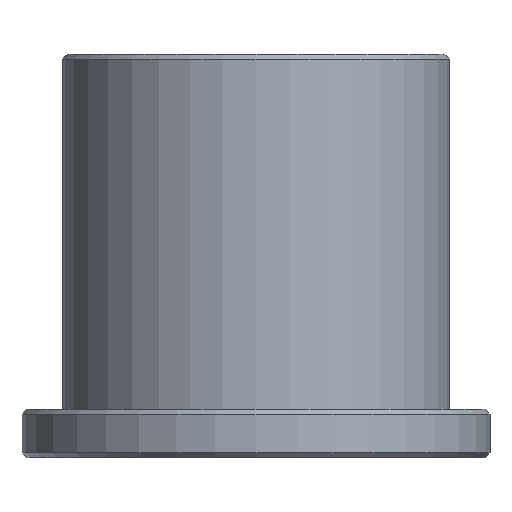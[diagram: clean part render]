
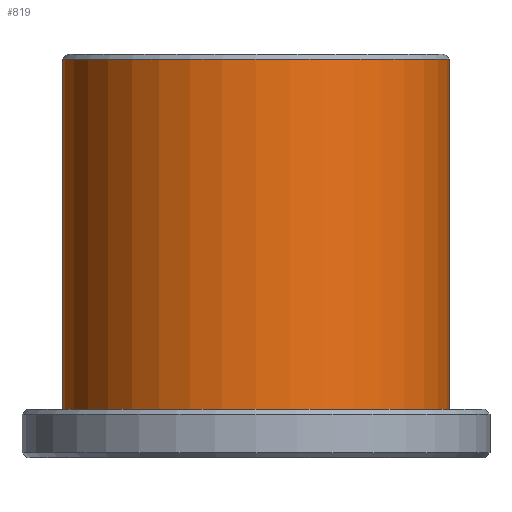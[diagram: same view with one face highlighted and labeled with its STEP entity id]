
A CAD part, front view. The second image highlights one B-rep face of the part: STEP entity #819.
In plain terms, the highlighted cylindrical face has radius 12 mm (diameter 24 mm), a partial arc.
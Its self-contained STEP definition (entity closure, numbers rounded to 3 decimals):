
#33 = CARTESIAN_POINT ( 'NONE',  ( -12., 0., 3. ) ) ;
#45 = EDGE_LOOP ( 'NONE', ( #171, #733, #1138, #1122 ) ) ;
#89 = VERTEX_POINT ( 'NONE', #33 ) ;
#145 = CARTESIAN_POINT ( 'NONE',  ( -12., 0., 24.7 ) ) ;
#148 = DIRECTION ( 'NONE',  ( 0., 0., -1. ) ) ;
#171 = ORIENTED_EDGE ( 'NONE', *, *, #609, .F. ) ;
#189 = CARTESIAN_POINT ( 'NONE',  ( 12., 0., 24.7 ) ) ;
#327 = AXIS2_PLACEMENT_3D ( 'NONE', #1007, #900, #893 ) ;
#341 = CYLINDRICAL_SURFACE ( 'NONE', #1335, 12. ) ;
#408 = VERTEX_POINT ( 'NONE', #145 ) ;
#411 = CARTESIAN_POINT ( 'NONE',  ( 0., 0., 3. ) ) ;
#419 = VERTEX_POINT ( 'NONE', #1433 ) ;
#467 = DIRECTION ( 'NONE',  ( -1., 0., 0. ) ) ;
#503 = CIRCLE ( 'NONE', #327, 12. ) ;
#510 = DIRECTION ( 'NONE',  ( -1., 0., 0. ) ) ;
#517 = CIRCLE ( 'NONE', #918, 12. ) ;
#576 = EDGE_CURVE ( 'NONE', #979, #408, #503, .T. ) ;
#609 = EDGE_CURVE ( 'NONE', #979, #419, #1279, .T. ) ;
#651 = FACE_OUTER_BOUND ( 'NONE', #45, .T. ) ;
#683 = VECTOR ( 'NONE', #148, 1000. ) ;
#732 = DIRECTION ( 'NONE',  ( 0., 0., -1. ) ) ;
#733 = ORIENTED_EDGE ( 'NONE', *, *, #576, .T. ) ;
#819 = ADVANCED_FACE ( 'NONE', ( #651 ), #341, .T. ) ;
#863 = CARTESIAN_POINT ( 'NONE',  ( 12., 0., 25. ) ) ;
#893 = DIRECTION ( 'NONE',  ( 1., 0., 0. ) ) ;
#895 = DIRECTION ( 'NONE',  ( 0., 0., -1. ) ) ;
#900 = DIRECTION ( 'NONE',  ( 0., 0., -1. ) ) ;
#918 = AXIS2_PLACEMENT_3D ( 'NONE', #411, #1171, #510 ) ;
#979 = VERTEX_POINT ( 'NONE', #189 ) ;
#1006 = EDGE_CURVE ( 'NONE', #419, #89, #517, .T. ) ;
#1007 = CARTESIAN_POINT ( 'NONE',  ( 0., 0., 24.7 ) ) ;
#1122 = ORIENTED_EDGE ( 'NONE', *, *, #1006, .F. ) ;
#1128 = EDGE_CURVE ( 'NONE', #408, #89, #1269, .T. ) ;
#1138 = ORIENTED_EDGE ( 'NONE', *, *, #1128, .T. ) ;
#1171 = DIRECTION ( 'NONE',  ( 0., 0., -1. ) ) ;
#1191 = VECTOR ( 'NONE', #732, 1000. ) ;
#1244 = CARTESIAN_POINT ( 'NONE',  ( 0., 0., 25. ) ) ;
#1269 = LINE ( 'NONE', #1417, #1191 ) ;
#1279 = LINE ( 'NONE', #863, #683 ) ;
#1335 = AXIS2_PLACEMENT_3D ( 'NONE', #1244, #895, #467 ) ;
#1417 = CARTESIAN_POINT ( 'NONE',  ( -12., 0., 25. ) ) ;
#1433 = CARTESIAN_POINT ( 'NONE',  ( 12., 0., 3. ) ) ;
